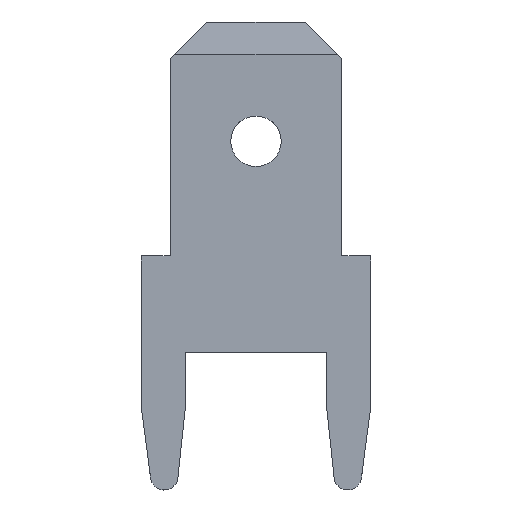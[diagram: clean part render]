
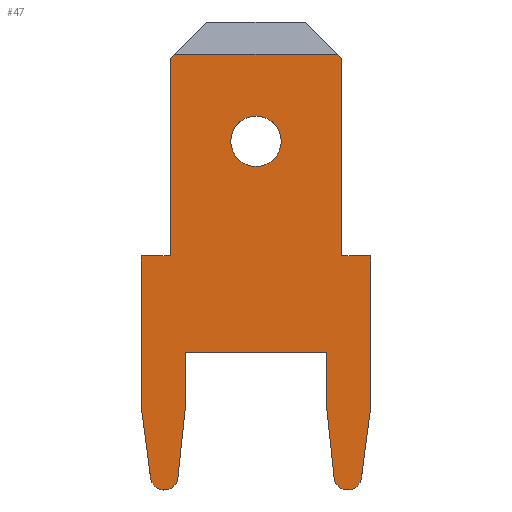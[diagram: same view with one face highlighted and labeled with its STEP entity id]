
A CAD part, top view. The second image highlights one B-rep face of the part: STEP entity #47.
In plain terms, the highlighted planar face has unit normal (0, 0, 1).
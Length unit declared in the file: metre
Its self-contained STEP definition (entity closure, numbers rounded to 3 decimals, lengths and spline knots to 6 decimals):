
#47 = ADVANCED_FACE( '', ( #73, #74 ), #75, .T. );
#73 = FACE_OUTER_BOUND( '', #122, .T. );
#74 = FACE_BOUND( '', #123, .T. );
#75 = PLANE( '', #124 );
#122 = EDGE_LOOP( '', ( #173, #174, #175, #176, #177, #178, #179, #180, #181, #182, #183, #184, #185, #186, #187, #188, #189, #190 ) );
#123 = EDGE_LOOP( '', ( #191 ) );
#124 = AXIS2_PLACEMENT_3D( '', #192, #193, #194 );
#173 = ORIENTED_EDGE( '', *, *, #363, .T. );
#174 = ORIENTED_EDGE( '', *, *, #364, .T. );
#175 = ORIENTED_EDGE( '', *, *, #365, .T. );
#176 = ORIENTED_EDGE( '', *, *, #366, .T. );
#177 = ORIENTED_EDGE( '', *, *, #367, .T. );
#178 = ORIENTED_EDGE( '', *, *, #368, .T. );
#179 = ORIENTED_EDGE( '', *, *, #369, .T. );
#180 = ORIENTED_EDGE( '', *, *, #370, .T. );
#181 = ORIENTED_EDGE( '', *, *, #371, .T. );
#182 = ORIENTED_EDGE( '', *, *, #372, .T. );
#183 = ORIENTED_EDGE( '', *, *, #373, .T. );
#184 = ORIENTED_EDGE( '', *, *, #374, .T. );
#185 = ORIENTED_EDGE( '', *, *, #375, .T. );
#186 = ORIENTED_EDGE( '', *, *, #376, .T. );
#187 = ORIENTED_EDGE( '', *, *, #377, .T. );
#188 = ORIENTED_EDGE( '', *, *, #378, .T. );
#189 = ORIENTED_EDGE( '', *, *, #379, .T. );
#190 = ORIENTED_EDGE( '', *, *, #380, .T. );
#191 = ORIENTED_EDGE( '', *, *, #361, .T. );
#192 = CARTESIAN_POINT( '', ( 0., 0., 0.000406 ) );
#193 = DIRECTION( '', ( 0., 0., 1. ) );
#194 = DIRECTION( '', ( 1., 0., 0. ) );
#361 = EDGE_CURVE( '', #423, #423, #424, .T. );
#363 = EDGE_CURVE( '', #427, #428, #429, .T. );
#364 = EDGE_CURVE( '', #428, #430, #431, .T. );
#365 = EDGE_CURVE( '', #430, #432, #433, .T. );
#366 = EDGE_CURVE( '', #432, #434, #435, .T. );
#367 = EDGE_CURVE( '', #434, #436, #437, .T. );
#368 = EDGE_CURVE( '', #436, #438, #439, .T. );
#369 = EDGE_CURVE( '', #438, #440, #441, .T. );
#370 = EDGE_CURVE( '', #440, #442, #443, .T. );
#371 = EDGE_CURVE( '', #442, #444, #445, .T. );
#372 = EDGE_CURVE( '', #444, #446, #447, .T. );
#373 = EDGE_CURVE( '', #446, #448, #449, .T. );
#374 = EDGE_CURVE( '', #448, #450, #451, .T. );
#375 = EDGE_CURVE( '', #450, #452, #453, .T. );
#376 = EDGE_CURVE( '', #452, #454, #455, .T. );
#377 = EDGE_CURVE( '', #454, #456, #457, .T. );
#378 = EDGE_CURVE( '', #456, #458, #459, .T. );
#379 = EDGE_CURVE( '', #458, #460, #461, .T. );
#380 = EDGE_CURVE( '', #460, #427, #462, .T. );
#423 = VERTEX_POINT( '', #527 );
#424 = CIRCLE( '', #528, 0.000699 );
#427 = VERTEX_POINT( '', #531 );
#428 = VERTEX_POINT( '', #532 );
#429 = LINE( '', #533, #534 );
#430 = VERTEX_POINT( '', #535 );
#431 = LINE( '', #536, #537 );
#432 = VERTEX_POINT( '', #538 );
#433 = LINE( '', #539, #540 );
#434 = VERTEX_POINT( '', #541 );
#435 = LINE( '', #542, #543 );
#436 = VERTEX_POINT( '', #544 );
#437 = LINE( '', #545, #546 );
#438 = VERTEX_POINT( '', #547 );
#439 = LINE( '', #548, #549 );
#440 = VERTEX_POINT( '', #550 );
#441 = CIRCLE( '', #551, 0.000381 );
#442 = VERTEX_POINT( '', #552 );
#443 = LINE( '', #553, #554 );
#444 = VERTEX_POINT( '', #555 );
#445 = LINE( '', #556, #557 );
#446 = VERTEX_POINT( '', #558 );
#447 = LINE( '', #559, #560 );
#448 = VERTEX_POINT( '', #561 );
#449 = LINE( '', #562, #563 );
#450 = VERTEX_POINT( '', #564 );
#451 = LINE( '', #565, #566 );
#452 = VERTEX_POINT( '', #567 );
#453 = CIRCLE( '', #568, 0.000381 );
#454 = VERTEX_POINT( '', #569 );
#455 = LINE( '', #570, #571 );
#456 = VERTEX_POINT( '', #572 );
#457 = LINE( '', #573, #574 );
#458 = VERTEX_POINT( '', #575 );
#459 = LINE( '', #576, #577 );
#460 = VERTEX_POINT( '', #578 );
#461 = LINE( '', #579, #580 );
#462 = LINE( '', #581, #582 );
#527 = CARTESIAN_POINT( '', ( 0.000699, 0.003175, 0.000406 ) );
#528 = AXIS2_PLACEMENT_3D( '', #687, #688, #689 );
#531 = CARTESIAN_POINT( '', ( 0.002248, 0.005588, 0.000406 ) );
#532 = CARTESIAN_POINT( '', ( -0.002248, 0.005588, 0.000406 ) );
#533 = CARTESIAN_POINT( '', ( 0.002248, 0.005588, 0.000406 ) );
#534 = VECTOR( '', #693, 1. );
#535 = CARTESIAN_POINT( '', ( -0.002375, 0.005461, 0.000406 ) );
#536 = CARTESIAN_POINT( '', ( -0.002248, 0.005588, 0.000406 ) );
#537 = VECTOR( '', #694, 1. );
#538 = CARTESIAN_POINT( '', ( -0.002375, 0., 0.000406 ) );
#539 = CARTESIAN_POINT( '', ( -0.002375, 0.005461, 0.000406 ) );
#540 = VECTOR( '', #695, 1. );
#541 = CARTESIAN_POINT( '', ( -0.003175, 0., 0.000406 ) );
#542 = CARTESIAN_POINT( '', ( -0.002375, 0., 0.000406 ) );
#543 = VECTOR( '', #696, 1. );
#544 = CARTESIAN_POINT( '', ( -0.003175, -0.004191, 0.000406 ) );
#545 = CARTESIAN_POINT( '', ( -0.003175, 0., 0.000406 ) );
#546 = VECTOR( '', #697, 1. );
#547 = CARTESIAN_POINT( '', ( -0.002918, -0.006146, 0.000406 ) );
#548 = CARTESIAN_POINT( '', ( -0.003175, -0.004191, 0.000406 ) );
#549 = VECTOR( '', #698, 1. );
#550 = CARTESIAN_POINT( '', ( -0.002161, -0.006136, 0.000406 ) );
#551 = AXIS2_PLACEMENT_3D( '', #699, #700, #701 );
#552 = CARTESIAN_POINT( '', ( -0.001956, -0.004191, 0.000406 ) );
#553 = CARTESIAN_POINT( '', ( -0.002161, -0.006136, 0.000406 ) );
#554 = VECTOR( '', #702, 1. );
#555 = CARTESIAN_POINT( '', ( -0.001956, -0.002667, 0.000406 ) );
#556 = CARTESIAN_POINT( '', ( -0.001956, -0.004191, 0.000406 ) );
#557 = VECTOR( '', #703, 1. );
#558 = CARTESIAN_POINT( '', ( 0.001956, -0.002667, 0.000406 ) );
#559 = CARTESIAN_POINT( '', ( -0.001956, -0.002667, 0.000406 ) );
#560 = VECTOR( '', #704, 1. );
#561 = CARTESIAN_POINT( '', ( 0.001956, -0.004191, 0.000406 ) );
#562 = CARTESIAN_POINT( '', ( 0.001956, -0.002667, 0.000406 ) );
#563 = VECTOR( '', #705, 1. );
#564 = CARTESIAN_POINT( '', ( 0.002161, -0.006136, 0.000406 ) );
#565 = CARTESIAN_POINT( '', ( 0.001956, -0.004191, 0.000406 ) );
#566 = VECTOR( '', #706, 1. );
#567 = CARTESIAN_POINT( '', ( 0.002918, -0.006146, 0.000406 ) );
#568 = AXIS2_PLACEMENT_3D( '', #707, #708, #709 );
#569 = CARTESIAN_POINT( '', ( 0.003175, -0.004191, 0.000406 ) );
#570 = CARTESIAN_POINT( '', ( 0.002918, -0.006146, 0.000406 ) );
#571 = VECTOR( '', #710, 1. );
#572 = CARTESIAN_POINT( '', ( 0.003175, 0., 0.000406 ) );
#573 = CARTESIAN_POINT( '', ( 0.003175, -0.004191, 0.000406 ) );
#574 = VECTOR( '', #711, 1. );
#575 = CARTESIAN_POINT( '', ( 0.002375, 0., 0.000406 ) );
#576 = CARTESIAN_POINT( '', ( 0.003175, 0., 0.000406 ) );
#577 = VECTOR( '', #712, 1. );
#578 = CARTESIAN_POINT( '', ( 0.002375, 0.005461, 0.000406 ) );
#579 = CARTESIAN_POINT( '', ( 0.002375, 0., 0.000406 ) );
#580 = VECTOR( '', #713, 1. );
#581 = CARTESIAN_POINT( '', ( 0.002375, 0.005461, 0.000406 ) );
#582 = VECTOR( '', #714, 1. );
#687 = CARTESIAN_POINT( '', ( 0., 0.003175, 0.000406 ) );
#688 = DIRECTION( '', ( 0., 0., -1. ) );
#689 = DIRECTION( '', ( 1., 0., 0. ) );
#693 = DIRECTION( '', ( -1., 0., 0. ) );
#694 = DIRECTION( '', ( -0.707, -0.707, 0. ) );
#695 = DIRECTION( '', ( 0., -1., 0. ) );
#696 = DIRECTION( '', ( -1., 0., 0. ) );
#697 = DIRECTION( '', ( 0., -1., 0. ) );
#698 = DIRECTION( '', ( 0.13, -0.991, 0. ) );
#699 = CARTESIAN_POINT( '', ( -0.00254, -0.006096, 0.000406 ) );
#700 = DIRECTION( '', ( 0., 0., 1. ) );
#701 = DIRECTION( '', ( -0.991, -0.13, 0. ) );
#702 = DIRECTION( '', ( 0.105, 0.994, 0. ) );
#703 = DIRECTION( '', ( 0., 1., 0. ) );
#704 = DIRECTION( '', ( 1., 0., 0. ) );
#705 = DIRECTION( '', ( 0., -1., 0. ) );
#706 = DIRECTION( '', ( 0.105, -0.994, 0. ) );
#707 = CARTESIAN_POINT( '', ( 0.00254, -0.006096, 0.000406 ) );
#708 = DIRECTION( '', ( 0., 0., 1. ) );
#709 = DIRECTION( '', ( -0.994, -0.105, 0. ) );
#710 = DIRECTION( '', ( 0.13, 0.991, 0. ) );
#711 = DIRECTION( '', ( 0., 1., 0. ) );
#712 = DIRECTION( '', ( -1., 0., 0. ) );
#713 = DIRECTION( '', ( 0., 1., 0. ) );
#714 = DIRECTION( '', ( -0.707, 0.707, 0. ) );
